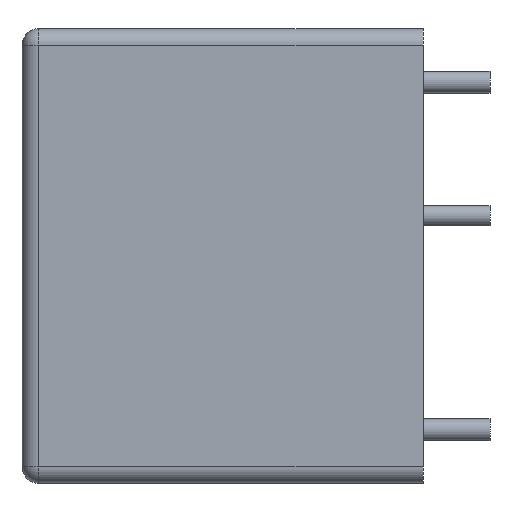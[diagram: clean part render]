
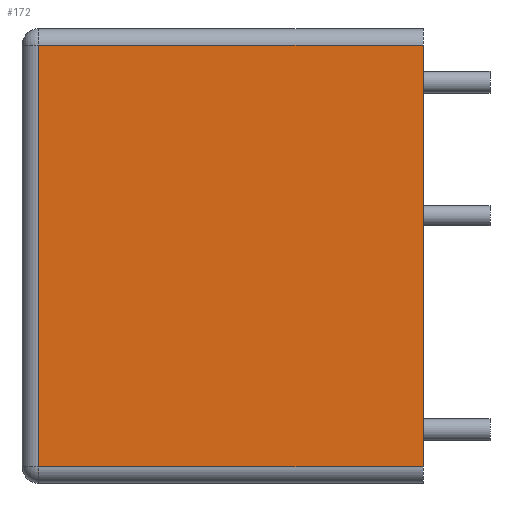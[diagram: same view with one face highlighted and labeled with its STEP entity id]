
A CAD part, left-side view. The second image highlights one B-rep face of the part: STEP entity #172.
In plain terms, the highlighted planar face has unit normal (-1, 0, 0).
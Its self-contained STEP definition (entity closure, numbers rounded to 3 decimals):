
#64 = DIRECTION ( 'NONE',  ( 0., -1., 0. ) ) ;
#75 = VECTOR ( 'NONE', #64, 1000. ) ;
#87 = PLANE ( 'NONE',  #158 ) ;
#91 = VECTOR ( 'NONE', #622, 1000. ) ;
#114 = CARTESIAN_POINT ( 'NONE',  ( -26.2, 0., 13.6 ) ) ;
#129 = LINE ( 'NONE', #202, #91 ) ;
#134 = CARTESIAN_POINT ( 'NONE',  ( -26.2, 23., 12.6 ) ) ;
#146 = LINE ( 'NONE', #565, #889 ) ;
#156 = FACE_OUTER_BOUND ( 'NONE', #239, .T. ) ;
#158 = AXIS2_PLACEMENT_3D ( 'NONE', #211, #295, #447 ) ;
#172 = ADVANCED_FACE ( 'NONE', ( #156 ), #87, .F. ) ;
#179 = ORIENTED_EDGE ( 'NONE', *, *, #315, .T. ) ;
#202 = CARTESIAN_POINT ( 'NONE',  ( -26.2, 23., -13.6 ) ) ;
#209 = DIRECTION ( 'NONE',  ( 0., 1., 0. ) ) ;
#211 = CARTESIAN_POINT ( 'NONE',  ( -26.2, 24., 13.6 ) ) ;
#239 = EDGE_LOOP ( 'NONE', ( #888, #350, #499, #179 ) ) ;
#241 = LINE ( 'NONE', #114, #596 ) ;
#295 = DIRECTION ( 'NONE',  ( 1., 0., 0. ) ) ;
#315 = EDGE_CURVE ( 'NONE', #533, #455, #146, .T. ) ;
#328 = DIRECTION ( 'NONE',  ( 0., 0., 1. ) ) ;
#350 = ORIENTED_EDGE ( 'NONE', *, *, #845, .T. ) ;
#381 = VERTEX_POINT ( 'NONE', #571 ) ;
#447 = DIRECTION ( 'NONE',  ( 0., 0., -1. ) ) ;
#455 = VERTEX_POINT ( 'NONE', #134 ) ;
#499 = ORIENTED_EDGE ( 'NONE', *, *, #649, .T. ) ;
#520 = CARTESIAN_POINT ( 'NONE',  ( -26.2, 0., 12.6 ) ) ;
#533 = VERTEX_POINT ( 'NONE', #520 ) ;
#559 = LINE ( 'NONE', #564, #75 ) ;
#564 = CARTESIAN_POINT ( 'NONE',  ( -26.2, 24., -12.6 ) ) ;
#565 = CARTESIAN_POINT ( 'NONE',  ( -26.2, 24., 12.6 ) ) ;
#571 = CARTESIAN_POINT ( 'NONE',  ( -26.2, 23., -12.6 ) ) ;
#596 = VECTOR ( 'NONE', #328, 1000. ) ;
#622 = DIRECTION ( 'NONE',  ( 0., 0., -1. ) ) ;
#649 = EDGE_CURVE ( 'NONE', #847, #533, #241, .T. ) ;
#781 = EDGE_CURVE ( 'NONE', #455, #381, #129, .T. ) ;
#791 = CARTESIAN_POINT ( 'NONE',  ( -26.2, 0., -12.6 ) ) ;
#845 = EDGE_CURVE ( 'NONE', #381, #847, #559, .T. ) ;
#847 = VERTEX_POINT ( 'NONE', #791 ) ;
#888 = ORIENTED_EDGE ( 'NONE', *, *, #781, .T. ) ;
#889 = VECTOR ( 'NONE', #209, 1000. ) ;
